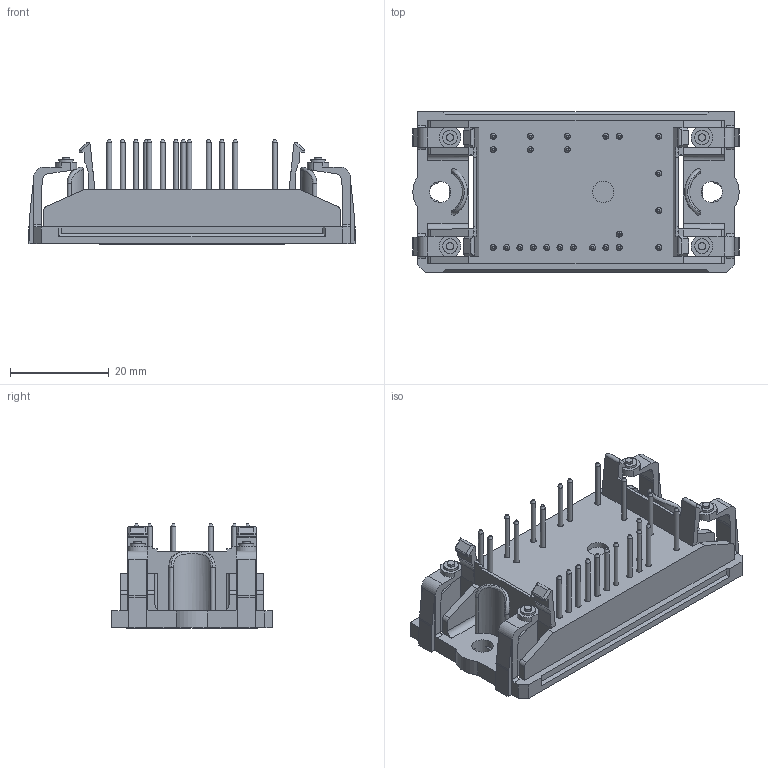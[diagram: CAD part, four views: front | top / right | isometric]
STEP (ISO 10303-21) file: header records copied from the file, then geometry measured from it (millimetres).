
FILE_DESCRIPTION( ( 'Unknown' ), '1' );
FILE_NAME( 'Part2.stp', 'Unknown', ( 'Unknown' ), ( 'Unknown' ), 'PSStep 17.0.49', 'Unknown', ' ' );
FILE_SCHEMA( ( 'AUTOMOTIVE_DESIGN { 1 0 10303 214 1 1 1 1 }' ) );
Length unit declared in the file: millimetre
Products named in the file (1): keramia
Bounding box: 66 x 32.5 x 21.23 mm (x, y, z)
Volume: 17317.6 mm3; surface area: 10218.7 mm2
Topology: 1 solids, 1 shells, 890 faces, 2242 edges, 1478 vertices
Faces by surface type: plane 717, cylinder 133, cone 31, extrusion 5, bspline 4
Full cylindrical faces by diameter (mm): 1 x23, 1.2 x23, 1.5 x4, 3 x4, 4.3 x3
Entity records: 35376 total; most frequent: CARTESIAN_POINT 7251, ORIENTED_EDGE 4238, DIRECTION 4123, EDGE_CURVE 2119, VECTOR 1717, LINE 1712, VERTEX_POINT 1445, AXIS2_PLACEMENT_3D 1203
